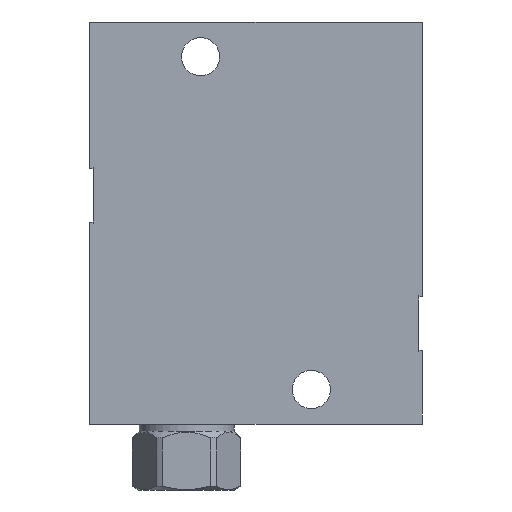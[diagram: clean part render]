
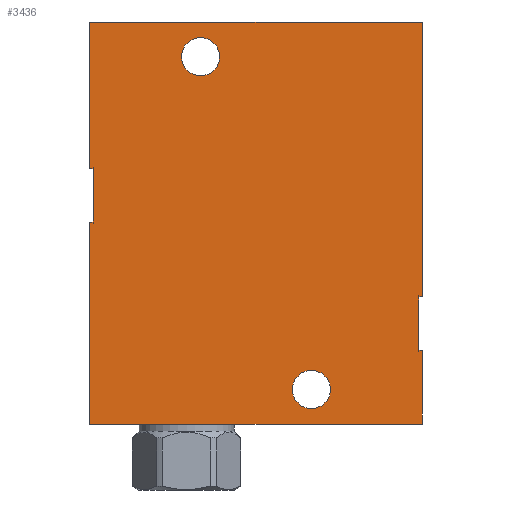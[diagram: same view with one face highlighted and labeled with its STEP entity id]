
A CAD part, front view. The second image highlights one B-rep face of the part: STEP entity #3436.
In plain terms, the highlighted planar face has unit normal (0, -1, 0).
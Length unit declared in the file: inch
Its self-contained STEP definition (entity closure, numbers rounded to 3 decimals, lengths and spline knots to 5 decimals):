
#5=DIRECTION('',(1.,0.,0.));
#6=VECTOR('',#5,3.);
#7=CARTESIAN_POINT('',(0.,-1.25,0.));
#8=LINE('',#7,#6);
#1385=CARTESIAN_POINT('',(1.,-1.25,3.312));
#1386=DIRECTION('',(0.,-1.,0.));
#1387=DIRECTION('',(-1.,0.,0.));
#1388=AXIS2_PLACEMENT_3D('',#1385,#1386,#1387);
#1390=CARTESIAN_POINT('',(1.,-1.25,3.312));
#1391=DIRECTION('',(0.,-1.,0.));
#1392=DIRECTION('',(1.,0.,0.));
#1393=AXIS2_PLACEMENT_3D('',#1390,#1391,#1392);
#1395=CARTESIAN_POINT('',(2.,-1.25,0.312));
#1396=DIRECTION('',(0.,-1.,0.));
#1397=DIRECTION('',(-1.,0.,0.));
#1398=AXIS2_PLACEMENT_3D('',#1395,#1396,#1397);
#1400=CARTESIAN_POINT('',(2.,-1.25,0.312));
#1401=DIRECTION('',(0.,-1.,0.));
#1402=DIRECTION('',(1.,0.,0.));
#1403=AXIS2_PLACEMENT_3D('',#1400,#1401,#1402);
#1405=DIRECTION('',(0.,0.,-1.));
#1406=VECTOR('',#1405,0.48002);
#1407=CARTESIAN_POINT('',(0.032,-1.25,2.30201));
#1408=LINE('',#1407,#1406);
#1409=DIRECTION('',(1.,0.,0.));
#1410=VECTOR('',#1409,0.032);
#1411=CARTESIAN_POINT('',(0.,-1.25,2.30201));
#1412=LINE('',#1411,#1410);
#1413=DIRECTION('',(0.,0.,1.));
#1414=VECTOR('',#1413,1.32299);
#1415=CARTESIAN_POINT('',(0.,-1.25,2.30201));
#1416=LINE('',#1415,#1414);
#1417=DIRECTION('',(-1.,0.,0.));
#1418=VECTOR('',#1417,0.032);
#1419=CARTESIAN_POINT('',(3.,-1.25,1.14601));
#1420=LINE('',#1419,#1418);
#1421=DIRECTION('',(0.,0.,-1.));
#1422=VECTOR('',#1421,0.48002);
#1423=CARTESIAN_POINT('',(2.968,-1.25,1.14601));
#1424=LINE('',#1423,#1422);
#1425=DIRECTION('',(-1.,0.,0.));
#1426=VECTOR('',#1425,0.032);
#1427=CARTESIAN_POINT('',(3.,-1.25,0.66599));
#1428=LINE('',#1427,#1426);
#1429=DIRECTION('',(0.,0.,1.));
#1430=VECTOR('',#1429,1.82199);
#1431=CARTESIAN_POINT('',(0.,-1.25,0.));
#1432=LINE('',#1431,#1430);
#1433=DIRECTION('',(1.,0.,0.));
#1434=VECTOR('',#1433,0.032);
#1435=CARTESIAN_POINT('',(0.,-1.25,1.82199));
#1436=LINE('',#1435,#1434);
#1465=DIRECTION('',(1.,0.,0.));
#1466=VECTOR('',#1465,3.);
#1467=CARTESIAN_POINT('',(0.,-1.25,3.625));
#1468=LINE('',#1467,#1466);
#1494=DIRECTION('',(0.,0.,1.));
#1495=VECTOR('',#1494,0.66599);
#1496=CARTESIAN_POINT('',(3.,-1.25,0.));
#1497=LINE('',#1496,#1495);
#1503=DIRECTION('',(0.,0.,1.));
#1504=VECTOR('',#1503,2.47899);
#1505=CARTESIAN_POINT('',(3.,-1.25,1.14601));
#1506=LINE('',#1505,#1504);
#1908=CARTESIAN_POINT('',(0.,-1.25,0.));
#1910=VERTEX_POINT('',#1908);
#1911=CARTESIAN_POINT('',(3.,-1.25,0.));
#1912=VERTEX_POINT('',#1911);
#1916=CARTESIAN_POINT('',(0.,-1.25,3.625));
#1918=VERTEX_POINT('',#1916);
#1919=CARTESIAN_POINT('',(3.,-1.25,3.625));
#1920=VERTEX_POINT('',#1919);
#2032=CARTESIAN_POINT('',(2.968,-1.25,0.66599));
#2034=VERTEX_POINT('',#2032);
#2036=CARTESIAN_POINT('',(2.968,-1.25,1.14601));
#2038=VERTEX_POINT('',#2036);
#2039=CARTESIAN_POINT('',(3.,-1.25,0.66599));
#2040=VERTEX_POINT('',#2039);
#2041=CARTESIAN_POINT('',(3.,-1.25,1.14601));
#2042=VERTEX_POINT('',#2041);
#2081=CARTESIAN_POINT('',(0.828,-1.25,3.312));
#2082=CARTESIAN_POINT('',(1.172,-1.25,3.312));
#2083=VERTEX_POINT('',#2081);
#2084=VERTEX_POINT('',#2082);
#2089=CARTESIAN_POINT('',(1.828,-1.25,0.312));
#2090=CARTESIAN_POINT('',(2.172,-1.25,0.312));
#2091=VERTEX_POINT('',#2089);
#2092=VERTEX_POINT('',#2090);
#2112=CARTESIAN_POINT('',(0.032,-1.25,1.82199));
#2114=VERTEX_POINT('',#2112);
#2115=CARTESIAN_POINT('',(0.032,-1.25,2.30201));
#2116=VERTEX_POINT('',#2115);
#2117=CARTESIAN_POINT('',(0.,-1.25,2.30201));
#2118=VERTEX_POINT('',#2117);
#2119=CARTESIAN_POINT('',(0.,-1.25,1.82199));
#2120=VERTEX_POINT('',#2119);
#3402=CARTESIAN_POINT('',(0.,-1.25,0.));
#3403=DIRECTION('',(0.,-1.,0.));
#3404=DIRECTION('',(1.,0.,0.));
#3405=AXIS2_PLACEMENT_3D('',#3402,#3403,#3404);
#3406=PLANE('',#3405);
#3407=ORIENTED_EDGE('',*,*,#2285,.F.);
#3408=ORIENTED_EDGE('',*,*,#2267,.F.);
#3409=ORIENTED_EDGE('',*,*,#2241,.T.);
#3411=ORIENTED_EDGE('',*,*,#3410,.T.);
#3413=ORIENTED_EDGE('',*,*,#3412,.F.);
#3415=ORIENTED_EDGE('',*,*,#3414,.T.);
#3416=ORIENTED_EDGE('',*,*,#3191,.T.);
#3417=ORIENTED_EDGE('',*,*,#3214,.F.);
#3419=ORIENTED_EDGE('',*,*,#3418,.F.);
#3420=ORIENTED_EDGE('',*,*,#2200,.F.);
#3421=ORIENTED_EDGE('',*,*,#2222,.T.);
#3422=ORIENTED_EDGE('',*,*,#2253,.T.);
#3423=EDGE_LOOP('',(#3407,#3408,#3409,#3411,#3413,#3415,#3416,#3417,#3419,#3420,
#3421,#3422));
#3424=FACE_OUTER_BOUND('',#3423,.F.);
#3426=ORIENTED_EDGE('',*,*,#3425,.T.);
#3428=ORIENTED_EDGE('',*,*,#3427,.T.);
#3429=EDGE_LOOP('',(#3426,#3428));
#3430=FACE_BOUND('',#3429,.F.);
#3431=ORIENTED_EDGE('',*,*,#3392,.T.);
#3433=ORIENTED_EDGE('',*,*,#3432,.T.);
#3434=EDGE_LOOP('',(#3431,#3433));
#3435=FACE_BOUND('',#3434,.F.);
#3436=ADVANCED_FACE('',(#3424,#3430,#3435),#3406,.T.);
#1389=CIRCLE('',#1388,0.172);
#1394=CIRCLE('',#1393,0.172);
#1399=CIRCLE('',#1398,0.172);
#1404=CIRCLE('',#1403,0.172);
#2200=EDGE_CURVE('',#1910,#1912,#8,.T.);
#2222=EDGE_CURVE('',#1910,#2120,#1432,.T.);
#2241=EDGE_CURVE('',#2118,#1918,#1416,.T.);
#2253=EDGE_CURVE('',#2120,#2114,#1436,.T.);
#2267=EDGE_CURVE('',#2118,#2116,#1412,.T.);
#2285=EDGE_CURVE('',#2116,#2114,#1408,.T.);
#3191=EDGE_CURVE('',#2038,#2034,#1424,.T.);
#3214=EDGE_CURVE('',#2040,#2034,#1428,.T.);
#3392=EDGE_CURVE('',#2083,#2084,#1389,.T.);
#3410=EDGE_CURVE('',#1918,#1920,#1468,.T.);
#3412=EDGE_CURVE('',#2042,#1920,#1506,.T.);
#3414=EDGE_CURVE('',#2042,#2038,#1420,.T.);
#3418=EDGE_CURVE('',#1912,#2040,#1497,.T.);
#3425=EDGE_CURVE('',#2091,#2092,#1399,.T.);
#3427=EDGE_CURVE('',#2092,#2091,#1404,.T.);
#3432=EDGE_CURVE('',#2084,#2083,#1394,.T.);
